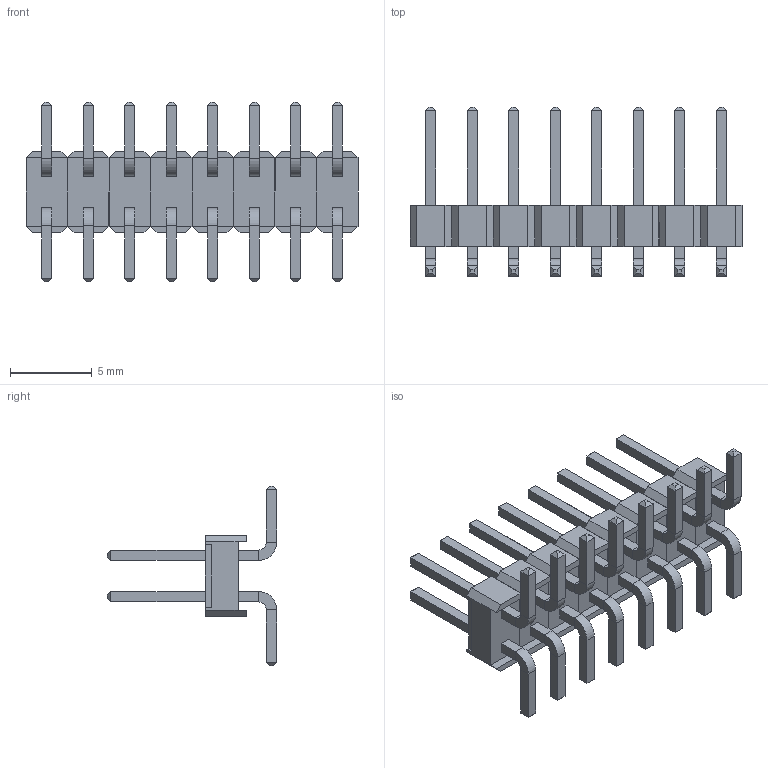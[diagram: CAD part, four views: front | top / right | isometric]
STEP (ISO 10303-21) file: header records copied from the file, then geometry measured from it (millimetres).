
FILE_DESCRIPTION (( 'STEP AP214' ), '1' );
FILE_NAME ('PLD_16SMD.STEP', '2019-07-03T12:36:39', ( '' ), ( '' ), 'SwSTEP 2.0', 'SolidWorks 2018', '' );
FILE_SCHEMA (( 'AUTOMOTIVE_DESIGN' ));
Length unit declared in the file: millimetre
Products named in the file (1): PLD_16SMD
Bounding box: 20.32 x 10.36 x 11 mm (x, y, z)
Volume: 278.7 mm3; surface area: 949.8 mm2
Topology: 8 solids, 8 shells, 592 faces, 1344 edges, 800 vertices
Faces by surface type: plane 560, cylinder 32
Entity records: 22517 total; most frequent: CARTESIAN_POINT 2737, ORIENTED_EDGE 2688, DIRECTION 2594, EDGE_CURVE 1344, VECTOR 1280, LINE 1280, VERTEX_POINT 800, AXIS2_PLACEMENT_3D 657
